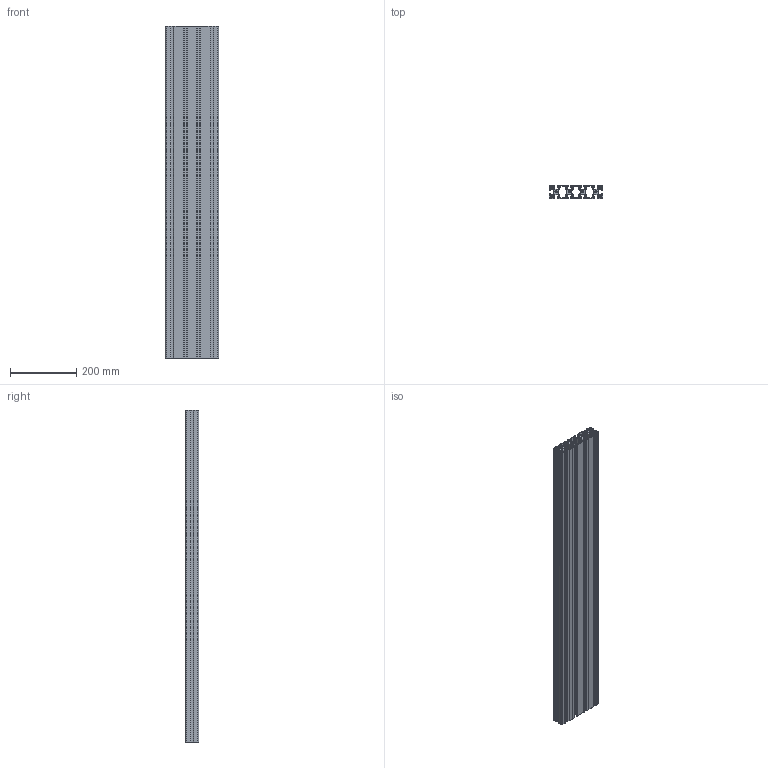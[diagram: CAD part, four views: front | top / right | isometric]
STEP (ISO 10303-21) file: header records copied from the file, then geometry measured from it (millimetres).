
FILE_DESCRIPTION(/* description */ ('KriTec Profil 8 160x40 leicht'),/* implementation_level */ '2;1');
FILE_NAME(/* name */ '10108_KriTec_Profil_8_160x40_leicht.stp',/* time_stamp */ '2021-05-07T10:30:49+02:00',/* author */ ('jendrek'),/* organization */ (''),/* preprocessor_version */ 'ST-DEVELOPER v17',/* originating_system */ 'Autodesk Inventor 2018',/* authorisation */ '');
FILE_SCHEMA (('AUTOMOTIVE_DESIGN { 1 0 10303 214 3 1 1 }'));
Length unit declared in the file: millimetre
Products named in the file (1): 10108 -1000
Bounding box: 160 x 40 x 1000 mm (x, y, z)
Volume: 2120154.2 mm3; surface area: 1369469.1 mm2
Topology: 1 solids, 1 shells, 398 faces, 1188 edges, 792 vertices
Faces by surface type: cylinder 200, plane 198
Full cylindrical faces by diameter (mm): 6.8 x4
Entity records: 13575 total; most frequent: DIRECTION 2386, CARTESIAN_POINT 2379, ORIENTED_EDGE 2376, EDGE_CURVE 1188, AXIS2_PLACEMENT_3D 799, VERTEX_POINT 792, LINE 788, VECTOR 788
